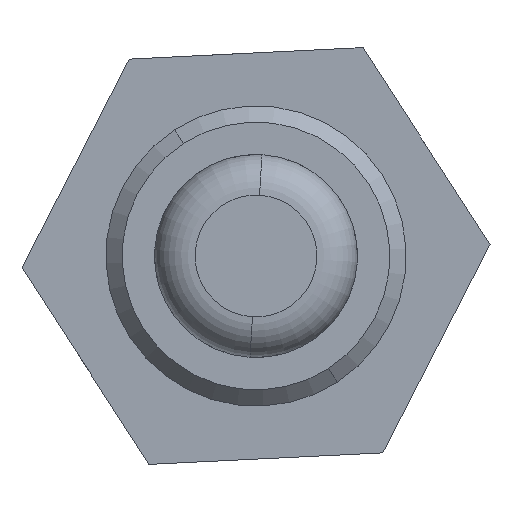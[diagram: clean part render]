
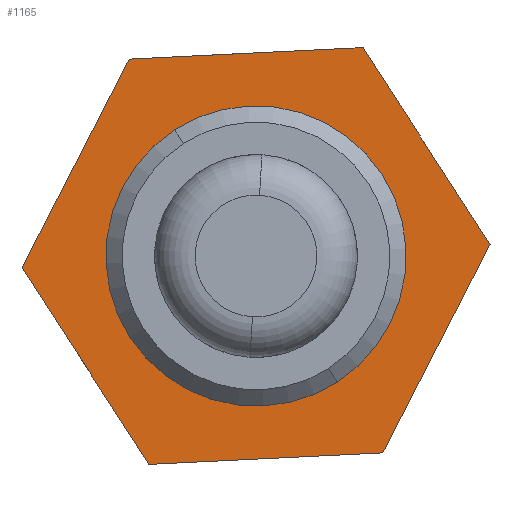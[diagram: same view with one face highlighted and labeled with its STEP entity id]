
A CAD part, front view. The second image highlights one B-rep face of the part: STEP entity #1165.
In plain terms, the highlighted face is planar.
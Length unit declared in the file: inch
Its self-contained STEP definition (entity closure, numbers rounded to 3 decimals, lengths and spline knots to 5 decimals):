
#51 = DIRECTION ( 'NONE',  ( 0., -0.866, 0.5 ) ) ;
#141 = CIRCLE ( 'NONE', #411, 0.185 ) ;
#157 = EDGE_CURVE ( 'NONE', #676, #703, #512, .T. ) ;
#168 = VECTOR ( 'NONE', #1139, 39.37008 ) ;
#214 = ORIENTED_EDGE ( 'NONE', *, *, #247, .T. ) ;
#238 = DIRECTION ( 'NONE',  ( -1., 0., 0. ) ) ;
#247 = EDGE_CURVE ( 'NONE', #785, #628, #334, .T. ) ;
#252 = CARTESIAN_POINT ( 'NONE',  ( -2.26, 0.25, 0.14434 ) ) ;
#261 = CIRCLE ( 'NONE', #847, 0.185 ) ;
#286 = ORIENTED_EDGE ( 'NONE', *, *, #864, .T. ) ;
#294 = ORIENTED_EDGE ( 'NONE', *, *, #881, .T. ) ;
#311 = ORIENTED_EDGE ( 'NONE', *, *, #390, .F. ) ;
#333 = CARTESIAN_POINT ( 'NONE',  ( -2.26, 0., 0.185 ) ) ;
#334 = LINE ( 'NONE', #1024, #962 ) ;
#388 = ORIENTED_EDGE ( 'NONE', *, *, #157, .T. ) ;
#390 = EDGE_CURVE ( 'NONE', #754, #737, #141, .T. ) ;
#409 = CARTESIAN_POINT ( 'NONE',  ( -2.26, 0., -0.28868 ) ) ;
#410 = DIRECTION ( 'NONE',  ( 0., -0.866, -0.5 ) ) ;
#411 = AXIS2_PLACEMENT_3D ( 'NONE', #511, #617, #1234 ) ;
#420 = LINE ( 'NONE', #1133, #660 ) ;
#457 = PLANE ( 'NONE',  #464 ) ;
#464 = AXIS2_PLACEMENT_3D ( 'NONE', #1179, #567, #1285 ) ;
#493 = CARTESIAN_POINT ( 'NONE',  ( -2.26, 0.25, -0.14434 ) ) ;
#500 = CARTESIAN_POINT ( 'NONE',  ( -2.26, 0., 0.28868 ) ) ;
#506 = DIRECTION ( 'NONE',  ( 0., 0.866, 0.5 ) ) ;
#511 = CARTESIAN_POINT ( 'NONE',  ( -2.26, 0., 0. ) ) ;
#512 = LINE ( 'NONE', #784, #819 ) ;
#519 = VECTOR ( 'NONE', #410, 39.37008 ) ;
#526 = CARTESIAN_POINT ( 'NONE',  ( -2.26, -0.25, -0.14434 ) ) ;
#567 = DIRECTION ( 'NONE',  ( -1., 0., 0. ) ) ;
#595 = EDGE_LOOP ( 'NONE', ( #708, #311 ) ) ;
#617 = DIRECTION ( 'NONE',  ( -1., 0., 0. ) ) ;
#628 = VERTEX_POINT ( 'NONE', #500 ) ;
#634 = DIRECTION ( 'NONE',  ( 0., 0., -1. ) ) ;
#660 = VECTOR ( 'NONE', #709, 39.37008 ) ;
#676 = VERTEX_POINT ( 'NONE', #409 ) ;
#703 = VERTEX_POINT ( 'NONE', #526 ) ;
#708 = ORIENTED_EDGE ( 'NONE', *, *, #1068, .F. ) ;
#709 = DIRECTION ( 'NONE',  ( 0., 0., 1. ) ) ;
#724 = EDGE_CURVE ( 'NONE', #1112, #1140, #1205, .T. ) ;
#731 = LINE ( 'NONE', #1339, #519 ) ;
#733 = FACE_OUTER_BOUND ( 'NONE', #1051, .T. ) ;
#737 = VERTEX_POINT ( 'NONE', #1052 ) ;
#754 = VERTEX_POINT ( 'NONE', #333 ) ;
#784 = CARTESIAN_POINT ( 'NONE',  ( -2.26, 0., -0.28868 ) ) ;
#785 = VERTEX_POINT ( 'NONE', #1011 ) ;
#819 = VECTOR ( 'NONE', #51, 39.37008 ) ;
#847 = AXIS2_PLACEMENT_3D ( 'NONE', #1166, #238, #959 ) ;
#864 = EDGE_CURVE ( 'NONE', #628, #1112, #1243, .T. ) ;
#881 = EDGE_CURVE ( 'NONE', #1140, #676, #731, .T. ) ;
#882 = ORIENTED_EDGE ( 'NONE', *, *, #724, .T. ) ;
#926 = CARTESIAN_POINT ( 'NONE',  ( -2.26, 0., 0.28868 ) ) ;
#932 = EDGE_CURVE ( 'NONE', #703, #785, #420, .T. ) ;
#959 = DIRECTION ( 'NONE',  ( 0., 0., 1. ) ) ;
#962 = VECTOR ( 'NONE', #506, 39.37008 ) ;
#972 = FACE_BOUND ( 'NONE', #595, .T. ) ;
#1011 = CARTESIAN_POINT ( 'NONE',  ( -2.26, -0.25, 0.14434 ) ) ;
#1024 = CARTESIAN_POINT ( 'NONE',  ( -2.26, -0.25, 0.14434 ) ) ;
#1051 = EDGE_LOOP ( 'NONE', ( #286, #882, #294, #388, #1324, #214 ) ) ;
#1052 = CARTESIAN_POINT ( 'NONE',  ( -2.26, 0., -0.185 ) ) ;
#1068 = EDGE_CURVE ( 'NONE', #737, #754, #261, .T. ) ;
#1112 = VERTEX_POINT ( 'NONE', #252 ) ;
#1133 = CARTESIAN_POINT ( 'NONE',  ( -2.26, -0.25, -0.14434 ) ) ;
#1139 = DIRECTION ( 'NONE',  ( 0., 0.866, -0.5 ) ) ;
#1140 = VERTEX_POINT ( 'NONE', #493 ) ;
#1165 = ADVANCED_FACE ( 'NONE', ( #733, #972 ), #457, .T. ) ;
#1166 = CARTESIAN_POINT ( 'NONE',  ( -2.26, 0., 0. ) ) ;
#1176 = VECTOR ( 'NONE', #634, 39.37008 ) ;
#1179 = CARTESIAN_POINT ( 'NONE',  ( -2.26, 0.25, 0.14434 ) ) ;
#1205 = LINE ( 'NONE', #1250, #1176 ) ;
#1234 = DIRECTION ( 'NONE',  ( 0., 0., 1. ) ) ;
#1243 = LINE ( 'NONE', #926, #168 ) ;
#1250 = CARTESIAN_POINT ( 'NONE',  ( -2.26, 0.25, 0.14434 ) ) ;
#1285 = DIRECTION ( 'NONE',  ( 0., 0., 1. ) ) ;
#1324 = ORIENTED_EDGE ( 'NONE', *, *, #932, .T. ) ;
#1339 = CARTESIAN_POINT ( 'NONE',  ( -2.26, 0.25, -0.14434 ) ) ;
